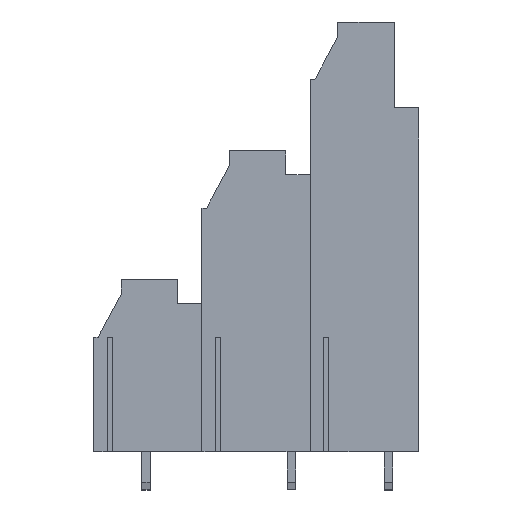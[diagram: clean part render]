
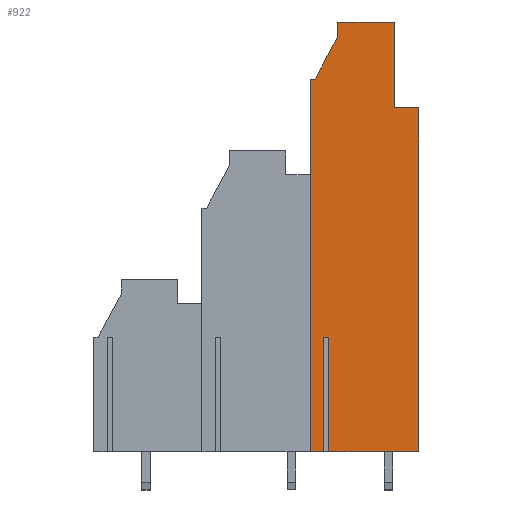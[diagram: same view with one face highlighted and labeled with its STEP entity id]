
A CAD part, top view. The second image highlights one B-rep face of the part: STEP entity #922.
In plain terms, the highlighted planar face has unit normal (0, 0, 1).
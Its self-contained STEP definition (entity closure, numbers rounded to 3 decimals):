
#922 = ADVANCED_FACE( '', ( #2061 ), #2062, .T. );
#2061 = FACE_OUTER_BOUND( '', #3434, .T. );
#2062 = PLANE( '', #3435 );
#3434 = EDGE_LOOP( '', ( #6066, #6067, #6068, #6069, #6070, #6071, #6072, #6073, #6074, #6075, #6076, #6077, #6078, #6079 ) );
#3435 = AXIS2_PLACEMENT_3D( '', #6080, #6081, #6082 );
#6066 = ORIENTED_EDGE( '', *, *, #8701, .T. );
#6067 = ORIENTED_EDGE( '', *, *, #9248, .T. );
#6068 = ORIENTED_EDGE( '', *, *, #9106, .T. );
#6069 = ORIENTED_EDGE( '', *, *, #9747, .T. );
#6070 = ORIENTED_EDGE( '', *, *, #8896, .T. );
#6071 = ORIENTED_EDGE( '', *, *, #9748, .T. );
#6072 = ORIENTED_EDGE( '', *, *, #9749, .T. );
#6073 = ORIENTED_EDGE( '', *, *, #9750, .T. );
#6074 = ORIENTED_EDGE( '', *, *, #9751, .T. );
#6075 = ORIENTED_EDGE( '', *, *, #9752, .T. );
#6076 = ORIENTED_EDGE( '', *, *, #9753, .T. );
#6077 = ORIENTED_EDGE( '', *, *, #8772, .T. );
#6078 = ORIENTED_EDGE( '', *, *, #9754, .F. );
#6079 = ORIENTED_EDGE( '', *, *, #9755, .T. );
#6080 = CARTESIAN_POINT( '', ( 27.95, 22.5, 2.54 ) );
#6081 = DIRECTION( '', ( 0., 0., 1. ) );
#6082 = DIRECTION( '', ( 1., 0., 0. ) );
#8701 = EDGE_CURVE( '', #10493, #10494, #10495, .T. );
#8772 = EDGE_CURVE( '', #10623, #10621, #10624, .T. );
#8896 = EDGE_CURVE( '', #10851, #10849, #10852, .T. );
#9106 = EDGE_CURVE( '', #11225, #11226, #11227, .T. );
#9248 = EDGE_CURVE( '', #10494, #11225, #11467, .T. );
#9747 = EDGE_CURVE( '', #11226, #10851, #12236, .T. );
#9748 = EDGE_CURVE( '', #10849, #12237, #12238, .T. );
#9749 = EDGE_CURVE( '', #12237, #12239, #12240, .T. );
#9750 = EDGE_CURVE( '', #12239, #12241, #12242, .T. );
#9751 = EDGE_CURVE( '', #12241, #12243, #12244, .T. );
#9752 = EDGE_CURVE( '', #12243, #12245, #12246, .T. );
#9753 = EDGE_CURVE( '', #12245, #10623, #12247, .T. );
#9754 = EDGE_CURVE( '', #12248, #10621, #12249, .T. );
#9755 = EDGE_CURVE( '', #12248, #10493, #12250, .T. );
#10493 = VERTEX_POINT( '', #13165 );
#10494 = VERTEX_POINT( '', #13166 );
#10495 = LINE( '', #13167, #13168 );
#10621 = VERTEX_POINT( '', #13346 );
#10623 = VERTEX_POINT( '', #13349 );
#10624 = LINE( '', #13350, #13351 );
#10849 = VERTEX_POINT( '', #13677 );
#10851 = VERTEX_POINT( '', #13680 );
#10852 = LINE( '', #13681, #13682 );
#11225 = VERTEX_POINT( '', #14217 );
#11226 = VERTEX_POINT( '', #14218 );
#11227 = LINE( '', #14219, #14220 );
#11467 = LINE( '', #14573, #14574 );
#12236 = LINE( '', #15710, #15711 );
#12237 = VERTEX_POINT( '', #15712 );
#12238 = LINE( '', #15713, #15714 );
#12239 = VERTEX_POINT( '', #15715 );
#12240 = LINE( '', #15716, #15717 );
#12241 = VERTEX_POINT( '', #15718 );
#12242 = LINE( '', #15719, #15720 );
#12243 = VERTEX_POINT( '', #15721 );
#12244 = LINE( '', #15722, #15723 );
#12245 = VERTEX_POINT( '', #15724 );
#12246 = LINE( '', #15725, #15726 );
#12247 = LINE( '', #15727, #15728 );
#12248 = VERTEX_POINT( '', #15729 );
#12249 = LINE( '', #15730, #15731 );
#12250 = LINE( '', #15732, #15733 );
#13165 = CARTESIAN_POINT( '', ( 24.146, 0., 2.54 ) );
#13166 = CARTESIAN_POINT( '', ( 24.146, 12., 2.54 ) );
#13167 = CARTESIAN_POINT( '', ( 24.146, 0., 2.54 ) );
#13168 = VECTOR( '', #17044, 1000. );
#13346 = CARTESIAN_POINT( '', ( 22.7, 29., 2.54 ) );
#13349 = CARTESIAN_POINT( '', ( 22.7, 39., 2.54 ) );
#13350 = CARTESIAN_POINT( '', ( 22.7, 39., 2.54 ) );
#13351 = VECTOR( '', #17113, 1000. );
#13677 = CARTESIAN_POINT( '', ( 34.05, 36., 2.54 ) );
#13680 = CARTESIAN_POINT( '', ( 34.05, 0., 2.54 ) );
#13681 = CARTESIAN_POINT( '', ( 34.05, 0., 2.54 ) );
#13682 = VECTOR( '', #17237, 1000. );
#14217 = CARTESIAN_POINT( '', ( 24.654, 12., 2.54 ) );
#14218 = CARTESIAN_POINT( '', ( 24.654, 0., 2.54 ) );
#14219 = CARTESIAN_POINT( '', ( 24.654, 12., 2.54 ) );
#14220 = VECTOR( '', #17436, 1000. );
#14573 = CARTESIAN_POINT( '', ( 24.146, 12., 2.54 ) );
#14574 = VECTOR( '', #17559, 1000. );
#15710 = CARTESIAN_POINT( '', ( 24.654, 0., 2.54 ) );
#15711 = VECTOR( '', #18011, 1000. );
#15712 = CARTESIAN_POINT( '', ( 31.5, 36., 2.54 ) );
#15713 = CARTESIAN_POINT( '', ( 34.05, 36., 2.54 ) );
#15714 = VECTOR( '', #18012, 1000. );
#15715 = CARTESIAN_POINT( '', ( 31.5, 45., 2.54 ) );
#15716 = CARTESIAN_POINT( '', ( 31.5, 36., 2.54 ) );
#15717 = VECTOR( '', #18013, 1000. );
#15718 = CARTESIAN_POINT( '', ( 25.6, 45., 2.54 ) );
#15719 = CARTESIAN_POINT( '', ( 31.5, 45., 2.54 ) );
#15720 = VECTOR( '', #18014, 1000. );
#15721 = CARTESIAN_POINT( '', ( 25.6, 43.5, 2.54 ) );
#15722 = CARTESIAN_POINT( '', ( 25.6, 45., 2.54 ) );
#15723 = VECTOR( '', #18015, 1000. );
#15724 = CARTESIAN_POINT( '', ( 23.2, 39., 2.54 ) );
#15725 = CARTESIAN_POINT( '', ( 25.6, 43.5, 2.54 ) );
#15726 = VECTOR( '', #18016, 1000. );
#15727 = CARTESIAN_POINT( '', ( 23.2, 39., 2.54 ) );
#15728 = VECTOR( '', #18017, 1000. );
#15729 = CARTESIAN_POINT( '', ( 22.7, 0., 2.54 ) );
#15730 = CARTESIAN_POINT( '', ( 22.7, 0., 2.54 ) );
#15731 = VECTOR( '', #18018, 1000. );
#15732 = CARTESIAN_POINT( '', ( 22.7, 0., 2.54 ) );
#15733 = VECTOR( '', #18019, 1000. );
#17044 = DIRECTION( '', ( 0., 1., 0. ) );
#17113 = DIRECTION( '', ( 0., -1., 0. ) );
#17237 = DIRECTION( '', ( 0., 1., 0. ) );
#17436 = DIRECTION( '', ( 0., -1., 0. ) );
#17559 = DIRECTION( '', ( 1., 0., 0. ) );
#18011 = DIRECTION( '', ( 1., 0., 0. ) );
#18012 = DIRECTION( '', ( -1., 0., 0. ) );
#18013 = DIRECTION( '', ( 0., 1., 0. ) );
#18014 = DIRECTION( '', ( -1., 0., 0. ) );
#18015 = DIRECTION( '', ( 0., -1., 0. ) );
#18016 = DIRECTION( '', ( -0.471, -0.882, 0. ) );
#18017 = DIRECTION( '', ( -1., 0., 0. ) );
#18018 = DIRECTION( '', ( 0., 1., 0. ) );
#18019 = DIRECTION( '', ( 1., 0., 0. ) );
